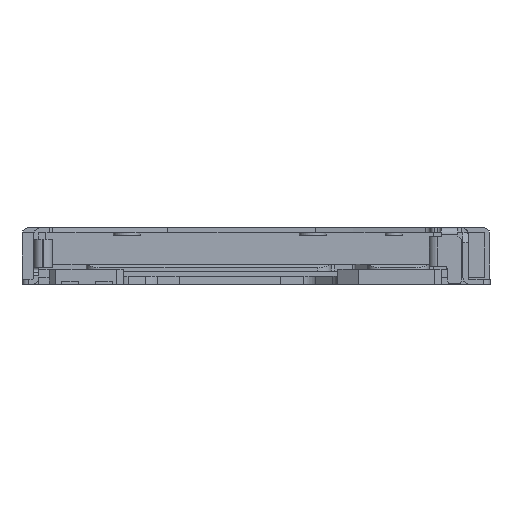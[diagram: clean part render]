
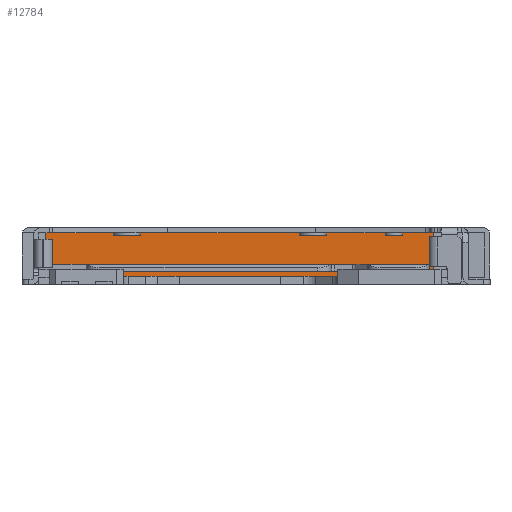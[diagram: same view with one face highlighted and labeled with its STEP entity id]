
A CAD part, front view. The second image highlights one B-rep face of the part: STEP entity #12784.
In plain terms, the highlighted planar face has unit normal (0, -1, 0).
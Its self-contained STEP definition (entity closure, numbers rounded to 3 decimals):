
#373=PLANE('',#13753);
#978=FACE_OUTER_BOUND('',#1650,.T.);
#1650=EDGE_LOOP('',(#10600,#10601,#10602,#10603,#10604,#10605,#10606,#10607,
#10608,#10609,#10610,#10611,#10612,#10613,#10614,#10615,#10616,#10617));
#3309=LINE('',#20376,#4801);
#3312=LINE('',#20384,#4804);
#3316=LINE('',#20394,#4808);
#3318=LINE('',#20399,#4810);
#3321=LINE('',#20407,#4813);
#3325=LINE('',#20417,#4817);
#3329=LINE('',#20431,#4821);
#3332=LINE('',#20436,#4824);
#3334=LINE('',#20440,#4826);
#3336=LINE('',#20443,#4828);
#3337=LINE('',#20445,#4829);
#3338=LINE('',#20447,#4830);
#3339=LINE('',#20449,#4831);
#3340=LINE('',#20451,#4832);
#3341=LINE('',#20453,#4833);
#3342=LINE('',#20455,#4834);
#3343=LINE('',#20456,#4835);
#3344=LINE('',#20457,#4836);
#4801=VECTOR('',#16535,1.);
#4804=VECTOR('',#16542,1.);
#4808=VECTOR('',#16552,1.);
#4810=VECTOR('',#16556,1.);
#4813=VECTOR('',#16563,1.);
#4817=VECTOR('',#16573,1.);
#4821=VECTOR('',#16585,1.);
#4824=VECTOR('',#16590,1.);
#4826=VECTOR('',#16594,1.);
#4828=VECTOR('',#16598,1.);
#4829=VECTOR('',#16599,1.);
#4830=VECTOR('',#16600,1.);
#4831=VECTOR('',#16601,1.);
#4832=VECTOR('',#16602,1.);
#4833=VECTOR('',#16603,1.);
#4834=VECTOR('',#16604,1.);
#4835=VECTOR('',#16605,1.);
#4836=VECTOR('',#16606,1.);
#6193=VERTEX_POINT('',#20374);
#6194=VERTEX_POINT('',#20375);
#6197=VERTEX_POINT('',#20383);
#6200=VERTEX_POINT('',#20393);
#6201=VERTEX_POINT('',#20397);
#6202=VERTEX_POINT('',#20398);
#6205=VERTEX_POINT('',#20406);
#6208=VERTEX_POINT('',#20416);
#6213=VERTEX_POINT('',#20429);
#6214=VERTEX_POINT('',#20430);
#6215=VERTEX_POINT('',#20435);
#6216=VERTEX_POINT('',#20439);
#6217=VERTEX_POINT('',#20444);
#6218=VERTEX_POINT('',#20446);
#6219=VERTEX_POINT('',#20448);
#6220=VERTEX_POINT('',#20450);
#6221=VERTEX_POINT('',#20452);
#6222=VERTEX_POINT('',#20454);
#7821=EDGE_CURVE('',#6193,#6194,#3309,.T.);
#7825=EDGE_CURVE('',#6197,#6193,#3312,.T.);
#7830=EDGE_CURVE('',#6194,#6200,#3316,.T.);
#7832=EDGE_CURVE('',#6201,#6202,#3318,.T.);
#7836=EDGE_CURVE('',#6205,#6201,#3321,.T.);
#7841=EDGE_CURVE('',#6202,#6208,#3325,.T.);
#7847=EDGE_CURVE('',#6213,#6214,#3329,.T.);
#7850=EDGE_CURVE('',#6215,#6213,#3332,.T.);
#7852=EDGE_CURVE('',#6216,#6215,#3334,.T.);
#7854=EDGE_CURVE('',#6208,#6216,#3336,.T.);
#7855=EDGE_CURVE('',#6217,#6205,#3337,.T.);
#7856=EDGE_CURVE('',#6218,#6217,#3338,.T.);
#7857=EDGE_CURVE('',#6218,#6219,#3339,.T.);
#7858=EDGE_CURVE('',#6219,#6220,#3340,.T.);
#7859=EDGE_CURVE('',#6221,#6220,#3341,.T.);
#7860=EDGE_CURVE('',#6222,#6221,#3342,.T.);
#7861=EDGE_CURVE('',#6200,#6222,#3343,.T.);
#7862=EDGE_CURVE('',#6214,#6197,#3344,.T.);
#10600=ORIENTED_EDGE('',*,*,#7854,.F.);
#10601=ORIENTED_EDGE('',*,*,#7841,.F.);
#10602=ORIENTED_EDGE('',*,*,#7832,.F.);
#10603=ORIENTED_EDGE('',*,*,#7836,.F.);
#10604=ORIENTED_EDGE('',*,*,#7855,.F.);
#10605=ORIENTED_EDGE('',*,*,#7856,.F.);
#10606=ORIENTED_EDGE('',*,*,#7857,.T.);
#10607=ORIENTED_EDGE('',*,*,#7858,.T.);
#10608=ORIENTED_EDGE('',*,*,#7859,.F.);
#10609=ORIENTED_EDGE('',*,*,#7860,.F.);
#10610=ORIENTED_EDGE('',*,*,#7861,.F.);
#10611=ORIENTED_EDGE('',*,*,#7830,.F.);
#10612=ORIENTED_EDGE('',*,*,#7821,.F.);
#10613=ORIENTED_EDGE('',*,*,#7825,.F.);
#10614=ORIENTED_EDGE('',*,*,#7862,.F.);
#10615=ORIENTED_EDGE('',*,*,#7847,.F.);
#10616=ORIENTED_EDGE('',*,*,#7850,.F.);
#10617=ORIENTED_EDGE('',*,*,#7852,.F.);
#12784=ADVANCED_FACE('',(#978),#373,.F.);
#13753=AXIS2_PLACEMENT_3D('',#20442,#16596,#16597);
#16535=DIRECTION('',(1.,0.,0.));
#16542=DIRECTION('',(0.,0.,-1.));
#16552=DIRECTION('',(0.,0.,1.));
#16556=DIRECTION('',(1.,0.,0.));
#16563=DIRECTION('',(0.,0.,-1.));
#16573=DIRECTION('',(0.,0.,1.));
#16585=DIRECTION('',(0.,0.,1.));
#16590=DIRECTION('',(1.,0.,0.));
#16594=DIRECTION('',(0.,0.,-1.));
#16596=DIRECTION('center_axis',(0.,1.,0.));
#16597=DIRECTION('ref_axis',(1.,0.,0.));
#16598=DIRECTION('',(1.,0.,0.));
#16599=DIRECTION('',(1.,0.,0.));
#16600=DIRECTION('',(0.,0.,1.));
#16601=DIRECTION('',(1.,0.,0.));
#16602=DIRECTION('',(0.,0.,1.));
#16603=DIRECTION('',(1.,0.,0.));
#16604=DIRECTION('',(1.,0.,0.));
#16605=DIRECTION('',(1.,0.,0.));
#16606=DIRECTION('',(1.,0.,0.));
#20374=CARTESIAN_POINT('',(4.015,7.612,1.45));
#20375=CARTESIAN_POINT('',(4.515,7.612,1.45));
#20376=CARTESIAN_POINT('',(4.015,7.612,1.45));
#20383=CARTESIAN_POINT('',(4.015,7.612,1.53));
#20384=CARTESIAN_POINT('',(4.015,7.612,1.53));
#20393=CARTESIAN_POINT('',(4.515,7.612,1.53));
#20394=CARTESIAN_POINT('',(4.515,7.612,1.45));
#20397=CARTESIAN_POINT('',(-4.035,7.612,1.45));
#20398=CARTESIAN_POINT('',(-3.235,7.612,1.45));
#20399=CARTESIAN_POINT('',(-4.035,7.612,1.45));
#20406=CARTESIAN_POINT('',(-4.035,7.612,1.53));
#20407=CARTESIAN_POINT('',(-4.035,7.612,1.53));
#20416=CARTESIAN_POINT('',(-3.235,7.612,1.53));
#20417=CARTESIAN_POINT('',(-3.235,7.612,1.45));
#20429=CARTESIAN_POINT('',(2.265,7.612,1.45));
#20430=CARTESIAN_POINT('',(2.265,7.612,1.53));
#20431=CARTESIAN_POINT('',(2.265,7.612,1.45));
#20435=CARTESIAN_POINT('',(1.465,7.612,1.45));
#20436=CARTESIAN_POINT('',(1.465,7.612,1.45));
#20439=CARTESIAN_POINT('',(1.465,7.612,1.53));
#20440=CARTESIAN_POINT('',(1.465,7.612,1.53));
#20442=CARTESIAN_POINT('Origin',(-0.285,7.612,0.885));
#20443=CARTESIAN_POINT('',(-3.235,7.612,1.53));
#20444=CARTESIAN_POINT('',(-6.035,7.612,1.53));
#20445=CARTESIAN_POINT('',(-6.035,7.612,1.53));
#20446=CARTESIAN_POINT('',(-6.035,7.612,0.24));
#20447=CARTESIAN_POINT('',(-6.035,7.612,0.24));
#20448=CARTESIAN_POINT('',(5.455,7.612,0.24));
#20449=CARTESIAN_POINT('',(-6.035,7.612,0.24));
#20450=CARTESIAN_POINT('',(5.455,7.612,1.53));
#20451=CARTESIAN_POINT('',(5.455,7.612,0.));
#20452=CARTESIAN_POINT('',(4.865,7.612,1.53));
#20453=CARTESIAN_POINT('',(4.865,7.612,1.53));
#20454=CARTESIAN_POINT('',(4.665,7.612,1.53));
#20455=CARTESIAN_POINT('',(4.665,7.612,1.53));
#20456=CARTESIAN_POINT('',(4.515,7.612,1.53));
#20457=CARTESIAN_POINT('',(2.265,7.612,1.53));
